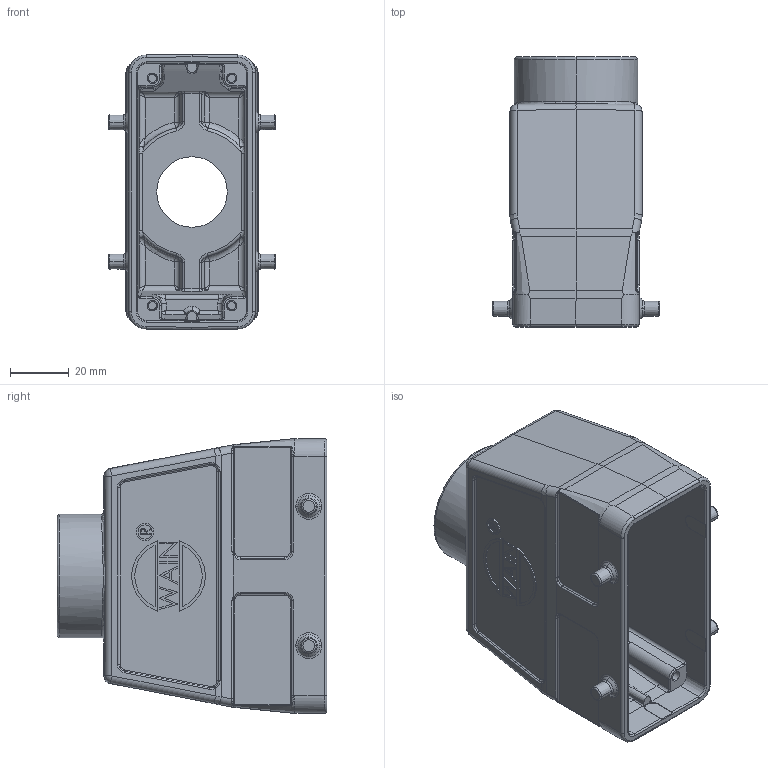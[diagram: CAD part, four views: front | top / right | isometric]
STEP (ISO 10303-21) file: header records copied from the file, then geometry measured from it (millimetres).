
FILE_DESCRIPTION((''),'2;1');
FILE_NAME('H16B-BEH-4B--_','2019-04-08T',('sh.ye'),(''),'PRO/ENGINEER BY PARAMETRIC TECHNOLOGY CORPORATION, 2015240','PRO/ENGINEER BY PARAMETRIC TECHNOLOGY CORPORATION, 2015240','');
FILE_SCHEMA(('AUTOMOTIVE_DESIGN { 1 0 10303 214 1 1 1 1 }'));
Length unit declared in the file: millimetre
Products named in the file (1): H16B-BEH-4B--_
Bounding box: 57 x 92 x 93.7 mm (x, y, z)
Volume: 90988.7 mm3; surface area: 46593 mm2
Topology: 1 solids, 1 shells, 751 faces, 1824 edges, 1087 vertices
Faces by surface type: plane 257, cylinder 203, bspline 142, torus 83, cone 48, extrusion 10, sphere 8
Entity records: 30373 total; most frequent: CARTESIAN_POINT 13917, ORIENTED_EDGE 3592, DIRECTION 3115, EDGE_CURVE 1796, AXIS2_PLACEMENT_3D 1135, VERTEX_POINT 1087, VECTOR 845, LINE 835
